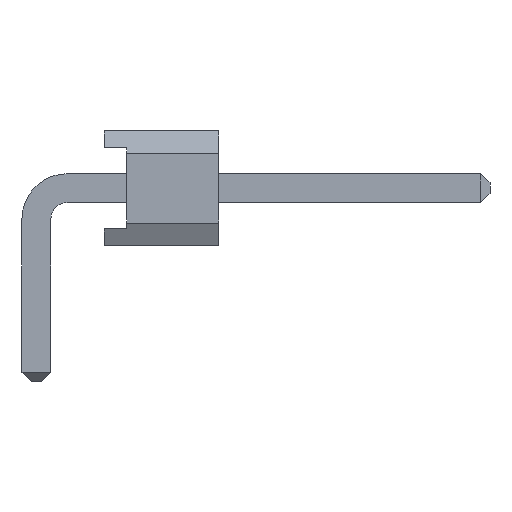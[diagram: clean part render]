
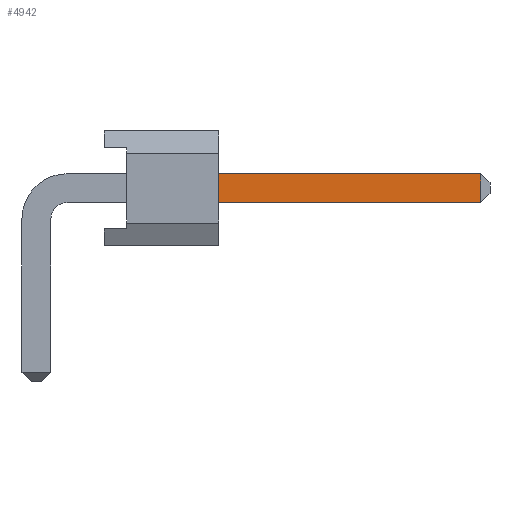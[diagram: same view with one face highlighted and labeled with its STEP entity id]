
A CAD part, front view. The second image highlights one B-rep face of the part: STEP entity #4942.
In plain terms, the highlighted face is planar.
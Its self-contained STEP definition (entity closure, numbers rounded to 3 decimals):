
#872=ORIENTED_EDGE('',*,*,#1473,.T.);
#873=ORIENTED_EDGE('',*,*,#1437,.F.);
#874=ORIENTED_EDGE('',*,*,#1470,.T.);
#875=ORIENTED_EDGE('',*,*,#1463,.T.);
#1437=EDGE_CURVE('',#1801,#1798,#2227,.T.);
#1463=EDGE_CURVE('',#1827,#1826,#2253,.T.);
#1470=EDGE_CURVE('',#1801,#1827,#2260,.T.);
#1473=EDGE_CURVE('',#1826,#1798,#2263,.T.);
#1798=VERTEX_POINT('',#6900);
#1801=VERTEX_POINT('',#6905);
#1826=VERTEX_POINT('',#6958);
#1827=VERTEX_POINT('',#6960);
#2227=LINE('',#6906,#2701);
#2253=LINE('',#6959,#2727);
#2260=LINE('',#6973,#2734);
#2263=LINE('',#6977,#2737);
#2701=VECTOR('',#5907,1000.);
#2727=VECTOR('',#5937,1000.);
#2734=VECTOR('',#5952,1000.);
#2737=VECTOR('',#5957,1000.);
#2980=EDGE_LOOP('',(#872,#873,#874,#875));
#3188=FACE_BOUND('',#2980,.T.);
#3372=PLANE('',#5169);
#4942=ADVANCED_FACE('',(#3188),#3372,.F.);
#5169=AXIS2_PLACEMENT_3D('',#6979,#5960,#5961);
#5907=DIRECTION('',(0.,-1.,0.));
#5937=DIRECTION('',(0.,-1.,0.));
#5952=DIRECTION('',(0.,0.,1.));
#5957=DIRECTION('',(0.,0.,-1.));
#5960=DIRECTION('',(-1.,0.,0.));
#5961=DIRECTION('',(0.,0.,1.));
#6900=CARTESIAN_POINT('',(6.67,-0.32,1.27));
#6905=CARTESIAN_POINT('',(6.67,0.32,1.27));
#6906=CARTESIAN_POINT('',(6.67,0.32,1.27));
#6958=CARTESIAN_POINT('',(6.67,-0.32,7.07));
#6959=CARTESIAN_POINT('',(6.67,0.68,7.07));
#6960=CARTESIAN_POINT('',(6.67,0.32,7.07));
#6973=CARTESIAN_POINT('',(6.67,0.32,-2.09));
#6977=CARTESIAN_POINT('',(6.67,-0.32,-2.09));
#6979=CARTESIAN_POINT('',(6.67,0.68,-2.09));
